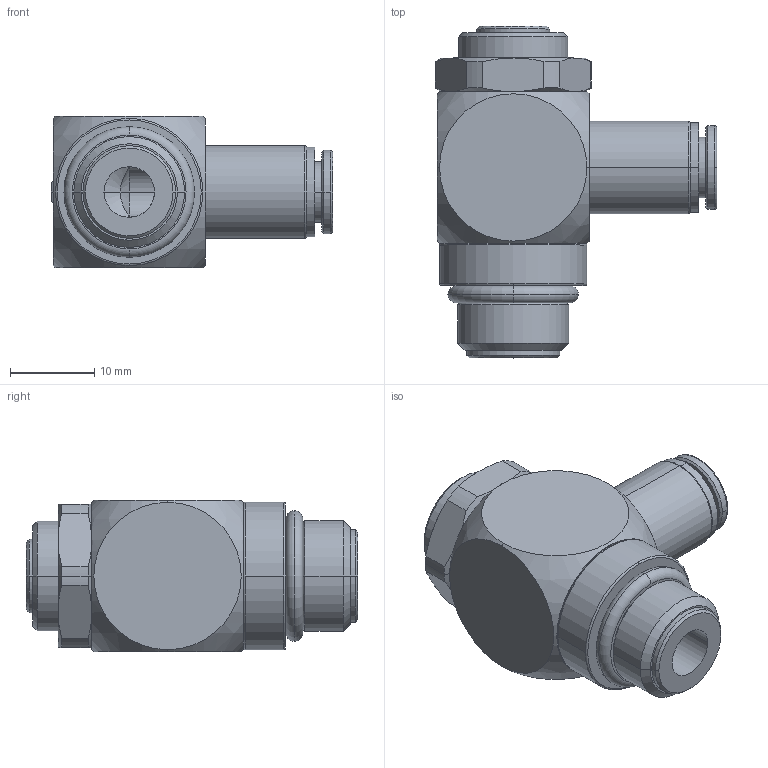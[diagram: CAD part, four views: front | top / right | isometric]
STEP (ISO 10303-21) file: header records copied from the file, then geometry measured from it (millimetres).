
FILE_DESCRIPTION(('STEP AP214'),'1');
FILE_NAME('7130_06_13.stp','2016-07-07T14:53:12',('TraceParts'),('TraceParts S.A.'),'Spatial InterOp 3D',' ',' ');
FILE_SCHEMA(('automotive_design'));
Length unit declared in the file: millimetre
Products named in the file (1): 1
Bounding box: 33.41 x 39.4 x 18 mm (x, y, z)
Volume: 9463.9 mm3; surface area: 4269.5 mm2
Topology: 1 solids, 1 shells, 101 faces, 230 edges, 144 vertices
Faces by surface type: cone 32, cylinder 32, plane 23, torus 12, sphere 2
Entity records: 2977 total; most frequent: CARTESIAN_POINT 622, DIRECTION 556, ORIENTED_EDGE 460, AXIS2_PLACEMENT_3D 250, EDGE_CURVE 230, CIRCLE 146, VERTEX_POINT 144, EDGE_LOOP 116
